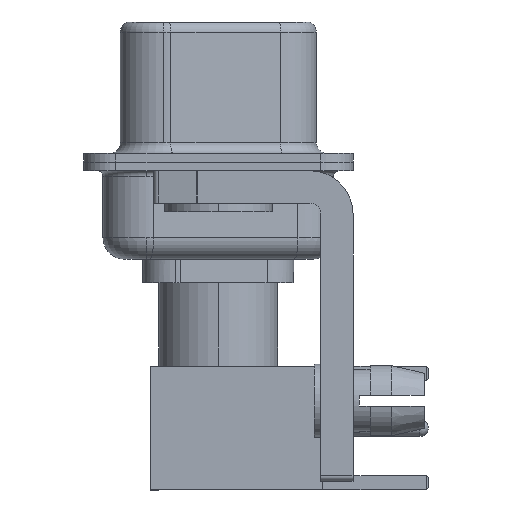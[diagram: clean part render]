
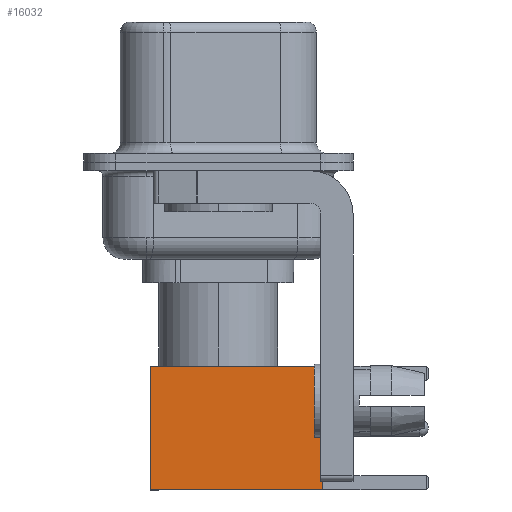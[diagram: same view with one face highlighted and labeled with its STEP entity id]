
A CAD part, left-side view. The second image highlights one B-rep face of the part: STEP entity #16032.
In plain terms, the highlighted face is planar.
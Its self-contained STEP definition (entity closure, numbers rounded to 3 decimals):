
#1068 = CARTESIAN_POINT ( 'NONE',  ( 2.875, 2.875, 0. ) ) ;
#1278 = CARTESIAN_POINT ( 'NONE',  ( 2.875, 2.875, 0. ) ) ;
#1666 = AXIS2_PLACEMENT_3D ( 'NONE', #6609, #5207, #12125 ) ;
#3042 = CARTESIAN_POINT ( 'NONE',  ( -2.875, 2.875, 0. ) ) ;
#3522 = EDGE_CURVE ( 'NONE', #13729, #16586, #17581, .T. ) ;
#4490 = EDGE_CURVE ( 'NONE', #13729, #8722, #5630, .T. ) ;
#4898 = CARTESIAN_POINT ( 'NONE',  ( -2.875, 2.875, 0. ) ) ;
#4955 = CARTESIAN_POINT ( 'NONE',  ( 0., 2.875, 8. ) ) ;
#5207 = DIRECTION ( 'NONE',  ( 0., 1., 0. ) ) ;
#5630 = LINE ( 'NONE', #1278, #8113 ) ;
#6161 = LINE ( 'NONE', #15929, #15790 ) ;
#6169 = EDGE_CURVE ( 'NONE', #16586, #6321, #11899, .T. ) ;
#6321 = VERTEX_POINT ( 'NONE', #3042 ) ;
#6609 = CARTESIAN_POINT ( 'NONE',  ( 2.875, 2.875, 0. ) ) ;
#7279 = VECTOR ( 'NONE', #17618, 1000. ) ;
#8113 = VECTOR ( 'NONE', #11424, 1000. ) ;
#8435 = VECTOR ( 'NONE', #16213, 1000. ) ;
#8722 = VERTEX_POINT ( 'NONE', #1068 ) ;
#9196 = DIRECTION ( 'NONE',  ( -1., 0., 0. ) ) ;
#10762 = ORIENTED_EDGE ( 'NONE', *, *, #6169, .F. ) ;
#11424 = DIRECTION ( 'NONE',  ( 0., 0., -1. ) ) ;
#11789 = CARTESIAN_POINT ( 'NONE',  ( 2.875, 2.875, 8. ) ) ;
#11899 = LINE ( 'NONE', #4898, #7279 ) ;
#12125 = DIRECTION ( 'NONE',  ( 0., 0., 1. ) ) ;
#13729 = VERTEX_POINT ( 'NONE', #11789 ) ;
#13758 = ORIENTED_EDGE ( 'NONE', *, *, #4490, .T. ) ;
#15287 = EDGE_LOOP ( 'NONE', ( #13758, #17495, #10762, #16979 ) ) ;
#15790 = VECTOR ( 'NONE', #9196, 1000. ) ;
#15879 = EDGE_CURVE ( 'NONE', #8722, #6321, #6161, .T. ) ;
#15929 = CARTESIAN_POINT ( 'NONE',  ( 0., 2.875, 0. ) ) ;
#16032 = ADVANCED_FACE ( 'NONE', ( #17827 ), #16464, .T. ) ;
#16213 = DIRECTION ( 'NONE',  ( -1., 0., 0. ) ) ;
#16464 = PLANE ( 'NONE',  #1666 ) ;
#16586 = VERTEX_POINT ( 'NONE', #17589 ) ;
#16979 = ORIENTED_EDGE ( 'NONE', *, *, #3522, .F. ) ;
#17495 = ORIENTED_EDGE ( 'NONE', *, *, #15879, .T. ) ;
#17581 = LINE ( 'NONE', #4955, #8435 ) ;
#17589 = CARTESIAN_POINT ( 'NONE',  ( -2.875, 2.875, 8. ) ) ;
#17618 = DIRECTION ( 'NONE',  ( 0., 0., -1. ) ) ;
#17827 = FACE_OUTER_BOUND ( 'NONE', #15287, .T. ) ;
